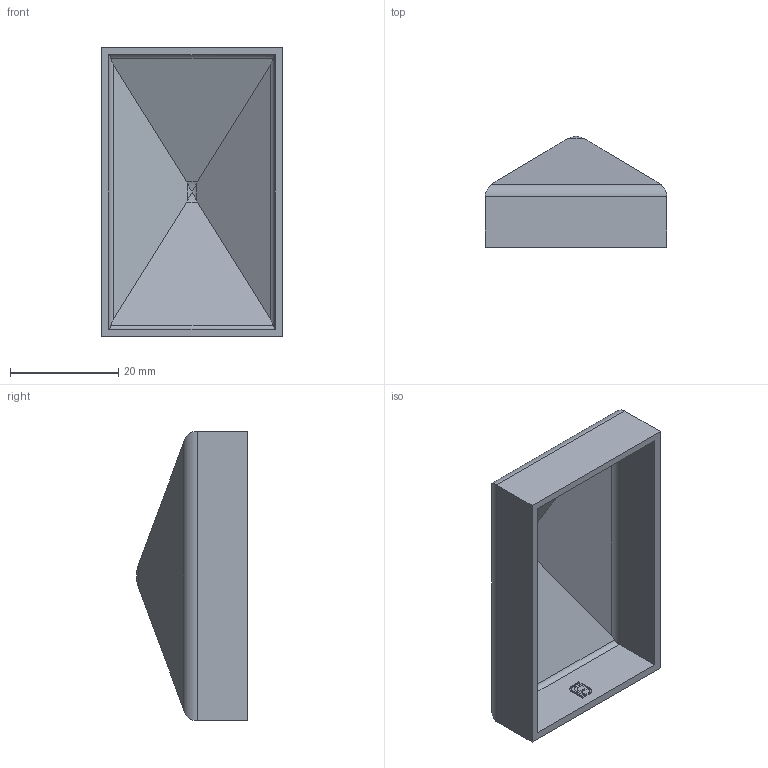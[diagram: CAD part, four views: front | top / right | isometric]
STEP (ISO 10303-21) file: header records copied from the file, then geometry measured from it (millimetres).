
FILE_DESCRIPTION (( 'STEP AP203' ), '1' );
FILE_NAME ('165-50X30V4AG.step', '2020-12-03T12:56:02', ( '' ), ( '' ), 'SwSTEP 2.0', 'SolidWorks 2018', '' );
FILE_SCHEMA (( 'CONFIG_CONTROL_DESIGN' ));
Length unit declared in the file: millimetre
Products named in the file (2): 165-50X30V4AG
Bounding box: 33.5 x 20.5 x 53.5 mm (x, y, z)
Volume: 5039.2 mm3; surface area: 7451.7 mm2
Topology: 1 solids, 1 shells, 346 faces, 925 edges, 612 vertices
Faces by surface type: plane 196, bspline 134, cylinder 16
Entity records: 17748 total; most frequent: CARTESIAN_POINT 9947, ORIENTED_EDGE 1850, DIRECTION 1057, EDGE_CURVE 925, VECTOR 629, LINE 629, VERTEX_POINT 612, EDGE_LOOP 377
